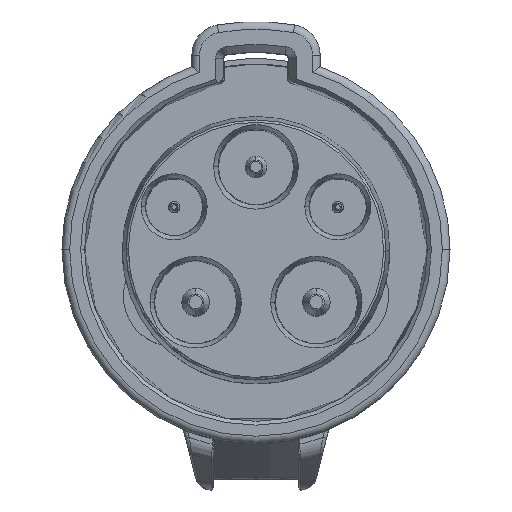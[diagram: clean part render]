
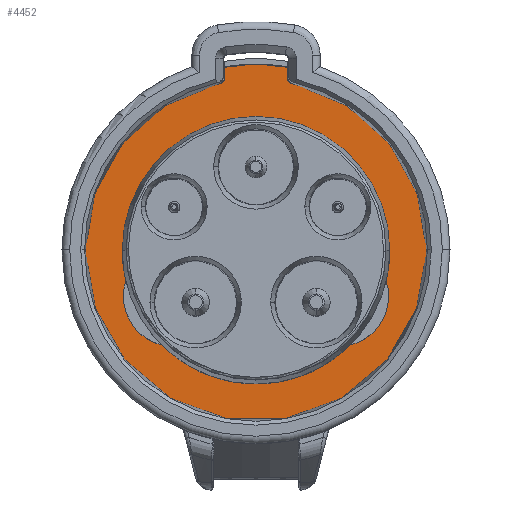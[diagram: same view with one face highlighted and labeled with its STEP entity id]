
A CAD part, top view. The second image highlights one B-rep face of the part: STEP entity #4452.
In plain terms, the highlighted planar face has unit normal (0, 0, 1).
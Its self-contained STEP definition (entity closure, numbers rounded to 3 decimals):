
#186 = CARTESIAN_POINT ( 'NONE',  ( 80., -1., 51. ) ) ;
#188 = EDGE_CURVE ( 'NONE', #2998, #21331, #4694, .T. ) ;
#640 = AXIS2_PLACEMENT_3D ( 'NONE', #25519, #1005, #10833 ) ;
#814 = ORIENTED_EDGE ( 'NONE', *, *, #2911, .T. ) ;
#855 = DIRECTION ( 'NONE',  ( -1., 0., 0. ) ) ;
#1005 = DIRECTION ( 'NONE',  ( 0., 0., 1. ) ) ;
#2476 = CARTESIAN_POINT ( 'NONE',  ( 75.942, 22.807, 51. ) ) ;
#2770 = CARTESIAN_POINT ( 'NONE',  ( 57.8, -1., 51. ) ) ;
#2891 = EDGE_CURVE ( 'NONE', #17701, #23238, #8667, .T. ) ;
#2911 = EDGE_CURVE ( 'NONE', #17701, #4080, #6970, .T. ) ;
#2998 = VERTEX_POINT ( 'NONE', #21809 ) ;
#3096 = CIRCLE ( 'NONE', #11143, 1. ) ;
#3229 = FACE_BOUND ( 'NONE', #5709, .T. ) ;
#3324 = EDGE_CURVE ( 'NONE', #22464, #7607, #19208, .T. ) ;
#3772 = VERTEX_POINT ( 'NONE', #12171 ) ;
#3787 = LINE ( 'NONE', #11883, #15183 ) ;
#4080 = VERTEX_POINT ( 'NONE', #23530 ) ;
#4319 = DIRECTION ( 'NONE',  ( -1., 0., 0. ) ) ;
#4444 = EDGE_CURVE ( 'NONE', #21331, #21156, #22262, .T. ) ;
#4452 = ADVANCED_FACE ( 'NONE', ( #6935, #3229 ), #13424, .F. ) ;
#4481 = ORIENTED_EDGE ( 'NONE', *, *, #14232, .F. ) ;
#4513 = CIRCLE ( 'NONE', #12149, 22.2 ) ;
#4694 = LINE ( 'NONE', #25228, #16761 ) ;
#5044 = CARTESIAN_POINT ( 'NONE',  ( 80., -1., 51. ) ) ;
#5075 = DIRECTION ( 'NONE',  ( 0., 0., 1. ) ) ;
#5109 = DIRECTION ( 'NONE',  ( 1., 0., 0. ) ) ;
#5178 = DIRECTION ( 'NONE',  ( 0., 0., -1. ) ) ;
#5510 = EDGE_CURVE ( 'NONE', #3772, #23238, #8908, .T. ) ;
#5709 = EDGE_LOOP ( 'NONE', ( #7004, #17792, #7613, #9479, #11922, #814, #10530 ) ) ;
#5800 = DIRECTION ( 'NONE',  ( -1., 0., 0. ) ) ;
#6050 = CIRCLE ( 'NONE', #13258, 22.2 ) ;
#6565 = CARTESIAN_POINT ( 'NONE',  ( 69.25, -7., 51. ) ) ;
#6935 = FACE_OUTER_BOUND ( 'NONE', #7235, .T. ) ;
#6961 = CARTESIAN_POINT ( 'NONE',  ( 80., -1., 51. ) ) ;
#6970 = CIRCLE ( 'NONE', #7397, 17.4 ) ;
#7004 = ORIENTED_EDGE ( 'NONE', *, *, #7680, .F. ) ;
#7235 = EDGE_LOOP ( 'NONE', ( #24295, #4481, #10607, #20790, #14505, #15266, #12502, #11704 ) ) ;
#7397 = AXIS2_PLACEMENT_3D ( 'NONE', #6961, #24999, #5109 ) ;
#7529 = CARTESIAN_POINT ( 'NONE',  ( 75.942, 21.539, 51. ) ) ;
#7607 = VERTEX_POINT ( 'NONE', #18749 ) ;
#7613 = ORIENTED_EDGE ( 'NONE', *, *, #24377, .T. ) ;
#7680 = EDGE_CURVE ( 'NONE', #22464, #21067, #23231, .T. ) ;
#8259 = DIRECTION ( 'NONE',  ( 0., 0., -1. ) ) ;
#8260 = EDGE_CURVE ( 'NONE', #22018, #12409, #9398, .T. ) ;
#8292 = DIRECTION ( 'NONE',  ( 0., 0., 1. ) ) ;
#8667 = CIRCLE ( 'NONE', #640, 6.5 ) ;
#8908 = CIRCLE ( 'NONE', #11870, 17.4 ) ;
#9296 = EDGE_CURVE ( 'NONE', #21067, #4080, #23348, .T. ) ;
#9398 = CIRCLE ( 'NONE', #16156, 1. ) ;
#9479 = ORIENTED_EDGE ( 'NONE', *, *, #5510, .T. ) ;
#9699 = AXIS2_PLACEMENT_3D ( 'NONE', #6565, #8292, #4319 ) ;
#10474 = EDGE_CURVE ( 'NONE', #22376, #2998, #3096, .T. ) ;
#10527 = CARTESIAN_POINT ( 'NONE',  ( 69.25, -7., 51. ) ) ;
#10530 = ORIENTED_EDGE ( 'NONE', *, *, #9296, .F. ) ;
#10607 = ORIENTED_EDGE ( 'NONE', *, *, #11135, .F. ) ;
#10833 = DIRECTION ( 'NONE',  ( -1., 0., 0. ) ) ;
#11135 = EDGE_CURVE ( 'NONE', #23186, #20729, #18948, .T. ) ;
#11143 = AXIS2_PLACEMENT_3D ( 'NONE', #18243, #26204, #5800 ) ;
#11287 = DIRECTION ( 'NONE',  ( 0., 0., -1. ) ) ;
#11704 = ORIENTED_EDGE ( 'NONE', *, *, #12098, .T. ) ;
#11870 = AXIS2_PLACEMENT_3D ( 'NONE', #11881, #19945, #22064 ) ;
#11881 = CARTESIAN_POINT ( 'NONE',  ( 80., -1., 51. ) ) ;
#11883 = CARTESIAN_POINT ( 'NONE',  ( 75.942, -1., 51. ) ) ;
#11901 = CARTESIAN_POINT ( 'NONE',  ( 62.75, -7., 51. ) ) ;
#11922 = ORIENTED_EDGE ( 'NONE', *, *, #2891, .F. ) ;
#12098 = EDGE_CURVE ( 'NONE', #21156, #22018, #3787, .T. ) ;
#12149 = AXIS2_PLACEMENT_3D ( 'NONE', #186, #8259, #20450 ) ;
#12171 = CARTESIAN_POINT ( 'NONE',  ( 97.4, -1., 51. ) ) ;
#12409 = VERTEX_POINT ( 'NONE', #12959 ) ;
#12502 = ORIENTED_EDGE ( 'NONE', *, *, #4444, .T. ) ;
#12610 = DIRECTION ( 'NONE',  ( 0., 0., -1. ) ) ;
#12649 = DIRECTION ( 'NONE',  ( -1., 0., 0. ) ) ;
#12959 = CARTESIAN_POINT ( 'NONE',  ( 75.557, 20.751, 51. ) ) ;
#13158 = CARTESIAN_POINT ( 'NONE',  ( 80., -1., 51. ) ) ;
#13258 = AXIS2_PLACEMENT_3D ( 'NONE', #15148, #14884, #25217 ) ;
#13262 = DIRECTION ( 'NONE',  ( 1., 0., 0. ) ) ;
#13263 = CARTESIAN_POINT ( 'NONE',  ( 80., -1., 51. ) ) ;
#13424 = PLANE ( 'NONE',  #15493 ) ;
#14024 = AXIS2_PLACEMENT_3D ( 'NONE', #10527, #22456, #12649 ) ;
#14232 = EDGE_CURVE ( 'NONE', #20729, #12409, #6050, .T. ) ;
#14308 = AXIS2_PLACEMENT_3D ( 'NONE', #22669, #12610, #16046 ) ;
#14505 = ORIENTED_EDGE ( 'NONE', *, *, #10474, .T. ) ;
#14579 = DIRECTION ( 'NONE',  ( 0., 0., -1. ) ) ;
#14884 = DIRECTION ( 'NONE',  ( 0., 0., -1. ) ) ;
#15148 = CARTESIAN_POINT ( 'NONE',  ( 80., -1., 51. ) ) ;
#15183 = VECTOR ( 'NONE', #19948, 1000. ) ;
#15266 = ORIENTED_EDGE ( 'NONE', *, *, #188, .T. ) ;
#15281 = DIRECTION ( 'NONE',  ( 0., -1., 0. ) ) ;
#15493 = AXIS2_PLACEMENT_3D ( 'NONE', #13158, #16881, #15281 ) ;
#16043 = CARTESIAN_POINT ( 'NONE',  ( 74.942, 21.539, 51. ) ) ;
#16046 = DIRECTION ( 'NONE',  ( 1., 0., 0. ) ) ;
#16156 = AXIS2_PLACEMENT_3D ( 'NONE', #16043, #14579, #20149 ) ;
#16761 = VECTOR ( 'NONE', #20872, 1000. ) ;
#16881 = DIRECTION ( 'NONE',  ( 0., 0., -1. ) ) ;
#17701 = VERTEX_POINT ( 'NONE', #18522 ) ;
#17792 = ORIENTED_EDGE ( 'NONE', *, *, #3324, .T. ) ;
#18243 = CARTESIAN_POINT ( 'NONE',  ( 85.058, 21.539, 51. ) ) ;
#18522 = CARTESIAN_POINT ( 'NONE',  ( 92.293, -13.314, 51. ) ) ;
#18653 = CARTESIAN_POINT ( 'NONE',  ( 96.934, -4.999, 51. ) ) ;
#18749 = CARTESIAN_POINT ( 'NONE',  ( 62.6, -1., 51. ) ) ;
#18869 = AXIS2_PLACEMENT_3D ( 'NONE', #25223, #5075, #855 ) ;
#18948 = CIRCLE ( 'NONE', #24464, 22.2 ) ;
#19208 = CIRCLE ( 'NONE', #22612, 17.4 ) ;
#19356 = DIRECTION ( 'NONE',  ( -1., 0., 0. ) ) ;
#19550 = CARTESIAN_POINT ( 'NONE',  ( 63.066, -4.999, 51. ) ) ;
#19817 = CARTESIAN_POINT ( 'NONE',  ( 84.443, 20.751, 51. ) ) ;
#19945 = DIRECTION ( 'NONE',  ( 0., 0., -1. ) ) ;
#19948 = DIRECTION ( 'NONE',  ( 0., -1., 0. ) ) ;
#20149 = DIRECTION ( 'NONE',  ( -1., 0., 0. ) ) ;
#20450 = DIRECTION ( 'NONE',  ( -1., 0., 0. ) ) ;
#20729 = VERTEX_POINT ( 'NONE', #2770 ) ;
#20790 = ORIENTED_EDGE ( 'NONE', *, *, #22900, .F. ) ;
#20872 = DIRECTION ( 'NONE',  ( 0., 1., 0. ) ) ;
#21067 = VERTEX_POINT ( 'NONE', #11901 ) ;
#21156 = VERTEX_POINT ( 'NONE', #2476 ) ;
#21331 = VERTEX_POINT ( 'NONE', #23784 ) ;
#21809 = CARTESIAN_POINT ( 'NONE',  ( 84.058, 21.539, 51. ) ) ;
#22018 = VERTEX_POINT ( 'NONE', #7529 ) ;
#22064 = DIRECTION ( 'NONE',  ( 1., 0., 0. ) ) ;
#22262 = CIRCLE ( 'NONE', #18869, 24.15 ) ;
#22376 = VERTEX_POINT ( 'NONE', #19817 ) ;
#22456 = DIRECTION ( 'NONE',  ( 0., 0., 1. ) ) ;
#22464 = VERTEX_POINT ( 'NONE', #19550 ) ;
#22612 = AXIS2_PLACEMENT_3D ( 'NONE', #5044, #5178, #13262 ) ;
#22669 = CARTESIAN_POINT ( 'NONE',  ( 80., -1., 51. ) ) ;
#22900 = EDGE_CURVE ( 'NONE', #22376, #23186, #4513, .T. ) ;
#23186 = VERTEX_POINT ( 'NONE', #23836 ) ;
#23231 = CIRCLE ( 'NONE', #9699, 6.5 ) ;
#23238 = VERTEX_POINT ( 'NONE', #18653 ) ;
#23348 = CIRCLE ( 'NONE', #14024, 6.5 ) ;
#23530 = CARTESIAN_POINT ( 'NONE',  ( 67.707, -13.314, 51. ) ) ;
#23784 = CARTESIAN_POINT ( 'NONE',  ( 84.058, 22.807, 51. ) ) ;
#23836 = CARTESIAN_POINT ( 'NONE',  ( 102.2, -1., 51. ) ) ;
#24027 = CIRCLE ( 'NONE', #14308, 17.4 ) ;
#24295 = ORIENTED_EDGE ( 'NONE', *, *, #8260, .T. ) ;
#24377 = EDGE_CURVE ( 'NONE', #7607, #3772, #24027, .T. ) ;
#24464 = AXIS2_PLACEMENT_3D ( 'NONE', #13263, #11287, #19356 ) ;
#24999 = DIRECTION ( 'NONE',  ( 0., 0., -1. ) ) ;
#25217 = DIRECTION ( 'NONE',  ( -1., 0., 0. ) ) ;
#25223 = CARTESIAN_POINT ( 'NONE',  ( 80., -1., 51. ) ) ;
#25228 = CARTESIAN_POINT ( 'NONE',  ( 84.058, -1., 51. ) ) ;
#25519 = CARTESIAN_POINT ( 'NONE',  ( 90.75, -7., 51. ) ) ;
#26204 = DIRECTION ( 'NONE',  ( 0., 0., -1. ) ) ;
